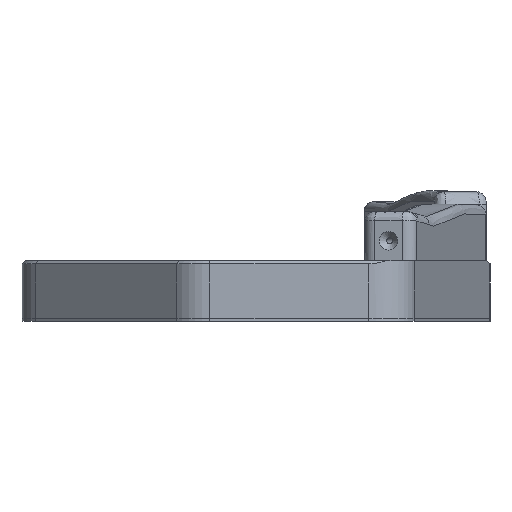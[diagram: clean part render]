
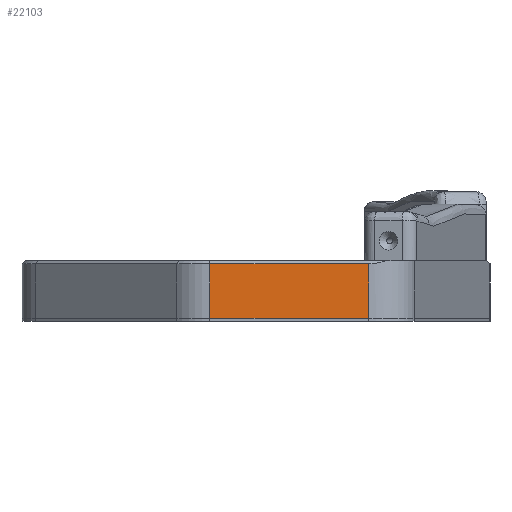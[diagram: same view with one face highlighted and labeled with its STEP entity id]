
A CAD part, left-side view. The second image highlights one B-rep face of the part: STEP entity #22103.
In plain terms, the highlighted planar face has unit normal (-1, 0, 0).
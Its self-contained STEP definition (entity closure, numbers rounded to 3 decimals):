
#975=LINE('',#32844,#2842);
#976=LINE('',#32847,#2843);
#977=LINE('',#32849,#2844);
#978=LINE('',#32850,#2845);
#2842=VECTOR('',#25946,10.);
#2843=VECTOR('',#25949,10.);
#2844=VECTOR('',#25950,10.);
#2845=VECTOR('',#25951,10.);
#5292=FACE_OUTER_BOUND('',#6590,.T.);
#6590=EDGE_LOOP('',(#15182,#15183,#15184,#15185));
#9972=VERTEX_POINT('',#32840);
#9973=VERTEX_POINT('',#32842);
#9974=VERTEX_POINT('',#32846);
#9975=VERTEX_POINT('',#32848);
#12044=EDGE_CURVE('',#9973,#9972,#975,.T.);
#12045=EDGE_CURVE('',#9972,#9974,#976,.T.);
#12046=EDGE_CURVE('',#9975,#9973,#977,.T.);
#12047=EDGE_CURVE('',#9975,#9974,#978,.T.);
#15182=ORIENTED_EDGE('',*,*,#12045,.F.);
#15183=ORIENTED_EDGE('',*,*,#12044,.F.);
#15184=ORIENTED_EDGE('',*,*,#12046,.F.);
#15185=ORIENTED_EDGE('',*,*,#12047,.T.);
#21441=PLANE('',#23415);
#22103=ADVANCED_FACE('',(#5292),#21441,.T.);
#23415=AXIS2_PLACEMENT_3D('',#32845,#25947,#25948);
#25946=DIRECTION('',(0.,0.,1.));
#25947=DIRECTION('center_axis',(-1.,0.,0.));
#25948=DIRECTION('ref_axis',(0.,-1.,0.));
#25949=DIRECTION('',(0.,-1.,0.));
#25950=DIRECTION('',(0.,1.,0.));
#25951=DIRECTION('',(0.,0.,1.));
#32840=CARTESIAN_POINT('',(-206.412,28.196,0.8));
#32842=CARTESIAN_POINT('',(-206.412,28.196,-16.7));
#32844=CARTESIAN_POINT('',(-206.412,28.196,0.));
#32845=CARTESIAN_POINT('Origin',(-206.412,28.196,0.));
#32846=CARTESIAN_POINT('',(-206.412,-23.003,0.8));
#32847=CARTESIAN_POINT('',(-206.412,20.745,0.8));
#32848=CARTESIAN_POINT('',(-206.412,-23.003,-16.7));
#32849=CARTESIAN_POINT('',(-206.412,-23.003,-16.7));
#32850=CARTESIAN_POINT('',(-206.412,-23.003,0.));
